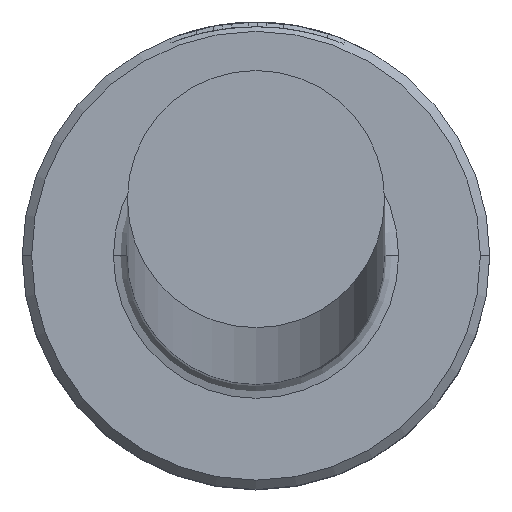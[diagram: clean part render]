
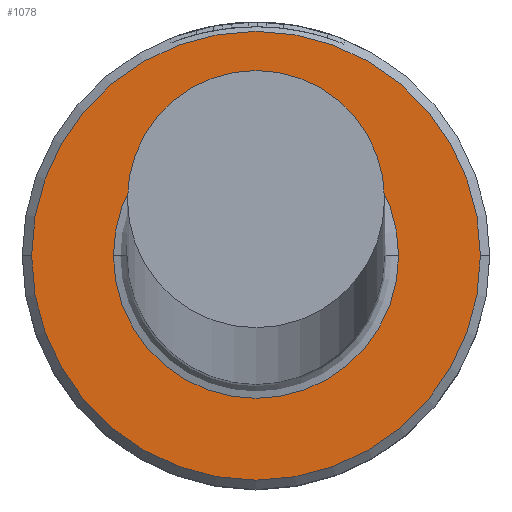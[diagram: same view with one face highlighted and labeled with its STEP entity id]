
A CAD part, top view. The second image highlights one B-rep face of the part: STEP entity #1078.
In plain terms, the highlighted planar face has unit normal (0, 0, 1).
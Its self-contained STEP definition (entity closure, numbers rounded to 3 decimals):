
#29 = VERTEX_POINT ( 'NONE', #661 ) ;
#30 = CIRCLE ( 'NONE', #835, 3.05 ) ;
#33 = EDGE_CURVE ( 'NONE', #72, #29, #329, .T. ) ;
#72 = VERTEX_POINT ( 'NONE', #639 ) ;
#131 = CARTESIAN_POINT ( 'NONE',  ( 0., 0., 6. ) ) ;
#147 = AXIS2_PLACEMENT_3D ( 'NONE', #131, #760, #224 ) ;
#158 = CARTESIAN_POINT ( 'NONE',  ( -4.8, 0., 6. ) ) ;
#160 = EDGE_CURVE ( 'NONE', #1022, #1076, #270, .T. ) ;
#167 = DIRECTION ( 'NONE',  ( 1., 0., 0. ) ) ;
#169 = DIRECTION ( 'NONE',  ( 0., 0., 1. ) ) ;
#174 = CARTESIAN_POINT ( 'NONE',  ( 0., 0., 6. ) ) ;
#224 = DIRECTION ( 'NONE',  ( 1., 0., 0. ) ) ;
#270 = CIRCLE ( 'NONE', #452, 4.8 ) ;
#329 = CIRCLE ( 'NONE', #1143, 3.05 ) ;
#347 = CARTESIAN_POINT ( 'NONE',  ( 0., 0., 6. ) ) ;
#391 = AXIS2_PLACEMENT_3D ( 'NONE', #347, #526, #1132 ) ;
#439 = EDGE_LOOP ( 'NONE', ( #718, #650 ) ) ;
#452 = AXIS2_PLACEMENT_3D ( 'NONE', #174, #169, #167 ) ;
#467 = EDGE_LOOP ( 'NONE', ( #879, #772 ) ) ;
#485 = DIRECTION ( 'NONE',  ( 0., 0., -1. ) ) ;
#526 = DIRECTION ( 'NONE',  ( 0., 0., 1. ) ) ;
#558 = FACE_BOUND ( 'NONE', #439, .T. ) ;
#639 = CARTESIAN_POINT ( 'NONE',  ( -3.05, 0., 6. ) ) ;
#641 = DIRECTION ( 'NONE',  ( -1., 0., 0. ) ) ;
#644 = DIRECTION ( 'NONE',  ( 0., 0., -1. ) ) ;
#650 = ORIENTED_EDGE ( 'NONE', *, *, #873, .T. ) ;
#653 = CARTESIAN_POINT ( 'NONE',  ( 0., 0., 6. ) ) ;
#661 = CARTESIAN_POINT ( 'NONE',  ( 3.05, 0., 6. ) ) ;
#718 = ORIENTED_EDGE ( 'NONE', *, *, #33, .T. ) ;
#760 = DIRECTION ( 'NONE',  ( 0., 0., 1. ) ) ;
#772 = ORIENTED_EDGE ( 'NONE', *, *, #160, .T. ) ;
#835 = AXIS2_PLACEMENT_3D ( 'NONE', #1004, #485, #1088 ) ;
#873 = EDGE_CURVE ( 'NONE', #29, #72, #30, .T. ) ;
#879 = ORIENTED_EDGE ( 'NONE', *, *, #965, .T. ) ;
#965 = EDGE_CURVE ( 'NONE', #1076, #1022, #1163, .T. ) ;
#1004 = CARTESIAN_POINT ( 'NONE',  ( 0., 0., 6. ) ) ;
#1022 = VERTEX_POINT ( 'NONE', #1115 ) ;
#1041 = PLANE ( 'NONE',  #391 ) ;
#1044 = FACE_OUTER_BOUND ( 'NONE', #467, .T. ) ;
#1076 = VERTEX_POINT ( 'NONE', #158 ) ;
#1078 = ADVANCED_FACE ( 'NONE', ( #1044, #558 ), #1041, .T. ) ;
#1088 = DIRECTION ( 'NONE',  ( -1., 0., 0. ) ) ;
#1115 = CARTESIAN_POINT ( 'NONE',  ( 4.8, 0., 6. ) ) ;
#1132 = DIRECTION ( 'NONE',  ( 1., 0., 0. ) ) ;
#1143 = AXIS2_PLACEMENT_3D ( 'NONE', #653, #644, #641 ) ;
#1163 = CIRCLE ( 'NONE', #147, 4.8 ) ;
